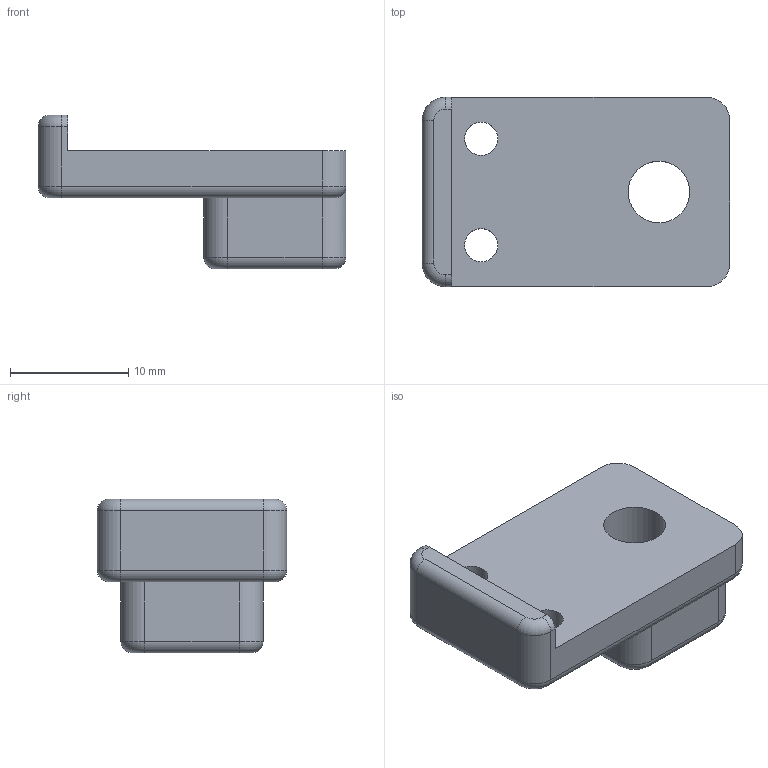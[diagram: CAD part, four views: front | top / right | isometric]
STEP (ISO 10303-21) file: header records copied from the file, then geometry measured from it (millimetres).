
FILE_DESCRIPTION(('FreeCAD Model'),'2;1');
FILE_NAME('Open CASCADE Shape Model','2021-12-26T12:40:41',('Author'),( ''),'Open CASCADE STEP processor 7.5','FreeCAD','Unknown');
FILE_SCHEMA(('AUTOMOTIVE_DESIGN { 1 0 10303 214 1 1 1 1 }'));
Length unit declared in the file: millimetre
Products named in the file (1): endstop.holder
Bounding box: 26 x 16 x 13 mm (x, y, z)
Volume: 2183.8 mm3; surface area: 1673.2 mm2
Topology: 1 solids, 1 shells, 52 faces, 127 edges, 78 vertices
Faces by surface type: cylinder 23, plane 19, torus 10
Full cylindrical faces by diameter (mm): 2.8 x2, 5.2 x1
Entity records: 3282 total; most frequent: CARTESIAN_POINT 746, DIRECTION 465, ORIENTED_EDGE 254, PCURVE 254, DEFINITIONAL_REPRESENTATION 254, LINE 237, VECTOR 237, EDGE_CURVE 127
